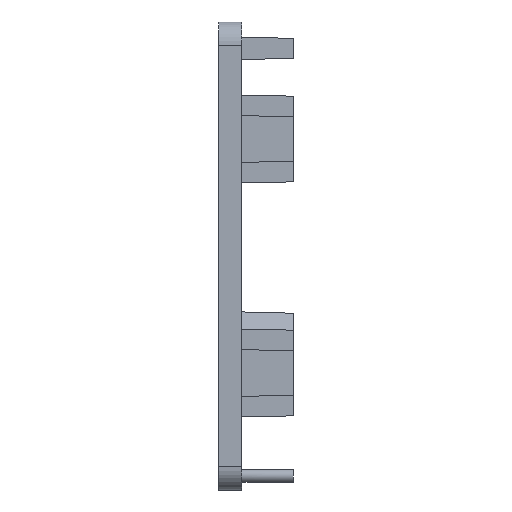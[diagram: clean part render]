
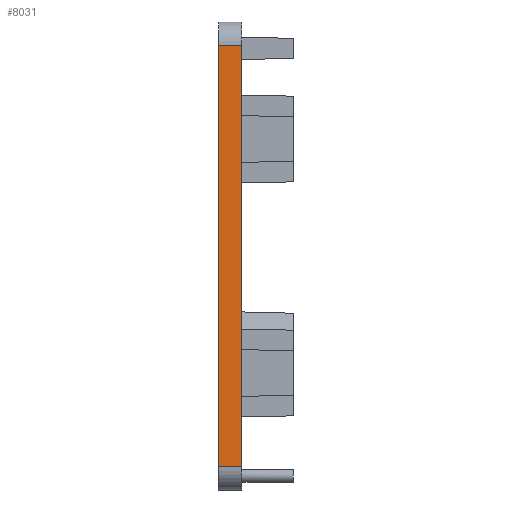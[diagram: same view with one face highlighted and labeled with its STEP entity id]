
A CAD part, left-side view. The second image highlights one B-rep face of the part: STEP entity #8031.
In plain terms, the highlighted planar face has unit normal (-1, 0, 0).
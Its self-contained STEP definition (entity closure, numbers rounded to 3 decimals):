
#73 = PLANE('',#74);
#74 = AXIS2_PLACEMENT_3D('',#75,#76,#77);
#75 = CARTESIAN_POINT('',(4.,0.,4.));
#76 = DIRECTION('',(0.,1.,0.));
#77 = DIRECTION('',(0.,-0.,1.));
#820 = PLANE('',#821);
#821 = AXIS2_PLACEMENT_3D('',#822,#823,#824);
#822 = CARTESIAN_POINT('',(4.,4.,4.));
#823 = DIRECTION('',(0.,1.,0.));
#824 = DIRECTION('',(0.,-0.,1.));
#7332 = VERTEX_POINT('',#7333);
#7333 = CARTESIAN_POINT('',(0.,4.,4.));
#7348 = CYLINDRICAL_SURFACE('',#7349,4.);
#7349 = AXIS2_PLACEMENT_3D('',#7350,#7351,#7352);
#7350 = CARTESIAN_POINT('',(4.,4.,4.));
#7351 = DIRECTION('',(-0.,1.,0.));
#7352 = DIRECTION('',(0.,0.,-1.));
#7360 = EDGE_CURVE('',#7332,#7361,#7363,.T.);
#7361 = VERTEX_POINT('',#7362);
#7362 = CARTESIAN_POINT('',(0.,4.,76.));
#7363 = SURFACE_CURVE('',#7364,(#7368,#7375),.PCURVE_S1.);
#7364 = LINE('',#7365,#7366);
#7365 = CARTESIAN_POINT('',(0.,4.,4.));
#7366 = VECTOR('',#7367,1.);
#7367 = DIRECTION('',(0.,0.,1.));
#7368 = PCURVE('',#820,#7369);
#7369 = DEFINITIONAL_REPRESENTATION('',(#7370),#7374);
#7370 = LINE('',#7371,#7372);
#7371 = CARTESIAN_POINT('',(0.,-4.));
#7372 = VECTOR('',#7373,1.);
#7373 = DIRECTION('',(1.,0.));
#7374 = ( GEOMETRIC_REPRESENTATION_CONTEXT(2) 
PARAMETRIC_REPRESENTATION_CONTEXT() REPRESENTATION_CONTEXT('2D SPACE',''
  ) );
#7375 = PCURVE('',#7376,#7381);
#7376 = PLANE('',#7377);
#7377 = AXIS2_PLACEMENT_3D('',#7378,#7379,#7380);
#7378 = CARTESIAN_POINT('',(0.,4.,4.));
#7379 = DIRECTION('',(1.,0.,0.));
#7380 = DIRECTION('',(0.,0.,-1.));
#7381 = DEFINITIONAL_REPRESENTATION('',(#7382),#7386);
#7382 = LINE('',#7383,#7384);
#7383 = CARTESIAN_POINT('',(0.,0.));
#7384 = VECTOR('',#7385,1.);
#7385 = DIRECTION('',(-1.,0.));
#7386 = ( GEOMETRIC_REPRESENTATION_CONTEXT(2) 
PARAMETRIC_REPRESENTATION_CONTEXT() REPRESENTATION_CONTEXT('2D SPACE',''
  ) );
#7405 = CYLINDRICAL_SURFACE('',#7406,4.);
#7406 = AXIS2_PLACEMENT_3D('',#7407,#7408,#7409);
#7407 = CARTESIAN_POINT('',(4.,4.,76.));
#7408 = DIRECTION('',(-0.,1.,0.));
#7409 = DIRECTION('',(0.,0.,-1.));
#7985 = EDGE_CURVE('',#7361,#7986,#7988,.T.);
#7986 = VERTEX_POINT('',#7987);
#7987 = CARTESIAN_POINT('',(0.,0.,76.));
#7988 = SURFACE_CURVE('',#7989,(#7993,#8000),.PCURVE_S1.);
#7989 = LINE('',#7990,#7991);
#7990 = CARTESIAN_POINT('',(0.,4.,76.));
#7991 = VECTOR('',#7992,1.);
#7992 = DIRECTION('',(-0.,-1.,-0.));
#7993 = PCURVE('',#7405,#7994);
#7994 = DEFINITIONAL_REPRESENTATION('',(#7995),#7999);
#7995 = LINE('',#7996,#7997);
#7996 = CARTESIAN_POINT('',(1.571,0.));
#7997 = VECTOR('',#7998,1.);
#7998 = DIRECTION('',(0.,-1.));
#7999 = ( GEOMETRIC_REPRESENTATION_CONTEXT(2) 
PARAMETRIC_REPRESENTATION_CONTEXT() REPRESENTATION_CONTEXT('2D SPACE',''
  ) );
#8000 = PCURVE('',#7376,#8001);
#8001 = DEFINITIONAL_REPRESENTATION('',(#8002),#8006);
#8002 = LINE('',#8003,#8004);
#8003 = CARTESIAN_POINT('',(-72.,0.));
#8004 = VECTOR('',#8005,1.);
#8005 = DIRECTION('',(0.,-1.));
#8006 = ( GEOMETRIC_REPRESENTATION_CONTEXT(2) 
PARAMETRIC_REPRESENTATION_CONTEXT() REPRESENTATION_CONTEXT('2D SPACE',''
  ) );
#8031 = ADVANCED_FACE('',(#8032),#7376,.F.);
#8032 = FACE_BOUND('',#8033,.T.);
#8033 = EDGE_LOOP('',(#8034,#8057,#8078,#8079));
#8034 = ORIENTED_EDGE('',*,*,#8035,.T.);
#8035 = EDGE_CURVE('',#7332,#8036,#8038,.T.);
#8036 = VERTEX_POINT('',#8037);
#8037 = CARTESIAN_POINT('',(0.,0.,4.));
#8038 = SURFACE_CURVE('',#8039,(#8043,#8050),.PCURVE_S1.);
#8039 = LINE('',#8040,#8041);
#8040 = CARTESIAN_POINT('',(0.,4.,4.));
#8041 = VECTOR('',#8042,1.);
#8042 = DIRECTION('',(-0.,-1.,-0.));
#8043 = PCURVE('',#7376,#8044);
#8044 = DEFINITIONAL_REPRESENTATION('',(#8045),#8049);
#8045 = LINE('',#8046,#8047);
#8046 = CARTESIAN_POINT('',(0.,0.));
#8047 = VECTOR('',#8048,1.);
#8048 = DIRECTION('',(0.,-1.));
#8049 = ( GEOMETRIC_REPRESENTATION_CONTEXT(2) 
PARAMETRIC_REPRESENTATION_CONTEXT() REPRESENTATION_CONTEXT('2D SPACE',''
  ) );
#8050 = PCURVE('',#7348,#8051);
#8051 = DEFINITIONAL_REPRESENTATION('',(#8052),#8056);
#8052 = LINE('',#8053,#8054);
#8053 = CARTESIAN_POINT('',(1.571,0.));
#8054 = VECTOR('',#8055,1.);
#8055 = DIRECTION('',(0.,-1.));
#8056 = ( GEOMETRIC_REPRESENTATION_CONTEXT(2) 
PARAMETRIC_REPRESENTATION_CONTEXT() REPRESENTATION_CONTEXT('2D SPACE',''
  ) );
#8057 = ORIENTED_EDGE('',*,*,#8058,.T.);
#8058 = EDGE_CURVE('',#8036,#7986,#8059,.T.);
#8059 = SURFACE_CURVE('',#8060,(#8064,#8071),.PCURVE_S1.);
#8060 = LINE('',#8061,#8062);
#8061 = CARTESIAN_POINT('',(0.,0.,4.));
#8062 = VECTOR('',#8063,1.);
#8063 = DIRECTION('',(0.,0.,1.));
#8064 = PCURVE('',#7376,#8065);
#8065 = DEFINITIONAL_REPRESENTATION('',(#8066),#8070);
#8066 = LINE('',#8067,#8068);
#8067 = CARTESIAN_POINT('',(0.,-4.));
#8068 = VECTOR('',#8069,1.);
#8069 = DIRECTION('',(-1.,0.));
#8070 = ( GEOMETRIC_REPRESENTATION_CONTEXT(2) 
PARAMETRIC_REPRESENTATION_CONTEXT() REPRESENTATION_CONTEXT('2D SPACE',''
  ) );
#8071 = PCURVE('',#73,#8072);
#8072 = DEFINITIONAL_REPRESENTATION('',(#8073),#8077);
#8073 = LINE('',#8074,#8075);
#8074 = CARTESIAN_POINT('',(0.,-4.));
#8075 = VECTOR('',#8076,1.);
#8076 = DIRECTION('',(1.,0.));
#8077 = ( GEOMETRIC_REPRESENTATION_CONTEXT(2) 
PARAMETRIC_REPRESENTATION_CONTEXT() REPRESENTATION_CONTEXT('2D SPACE',''
  ) );
#8078 = ORIENTED_EDGE('',*,*,#7985,.F.);
#8079 = ORIENTED_EDGE('',*,*,#7360,.F.);
